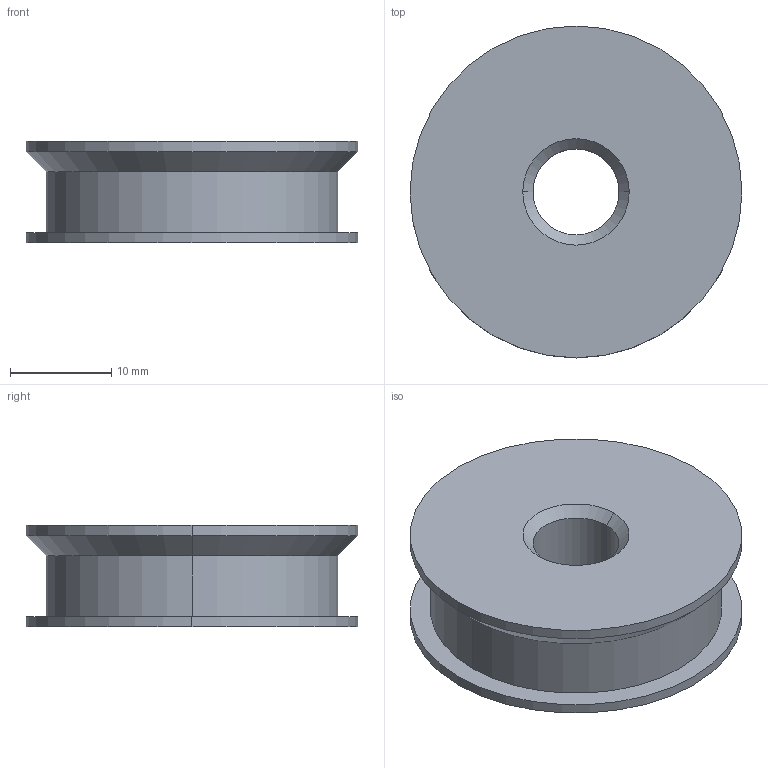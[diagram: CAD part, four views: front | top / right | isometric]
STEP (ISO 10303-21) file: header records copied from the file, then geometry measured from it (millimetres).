
FILE_DESCRIPTION (( 'STEP AP203' ), '1' );
FILE_NAME ('GT2_Pulley (printed pulley).STEP', '2019-01-01T17:52:10', ( '' ), ( '' ), 'SwSTEP 2.0', 'SolidWorks 2018', '' );
FILE_SCHEMA (( 'CONFIG_CONTROL_DESIGN' ));
Length unit declared in the file: millimetre
Products named in the file (1): GT2_Pulley (printed pulley)
Bounding box: 32.75 x 32.75 x 10 mm (x, y, z)
Volume: 3216.1 mm3; surface area: 4806.3 mm2
Topology: 1 solids, 2 shells, 23 faces, 46 edges, 28 vertices
Faces by surface type: cylinder 12, cone 6, plane 5
Entity records: 687 total; most frequent: DIRECTION 122, CARTESIAN_POINT 98, ORIENTED_EDGE 92, AXIS2_PLACEMENT_3D 52, EDGE_CURVE 46, EDGE_LOOP 28, VERTEX_POINT 28, CIRCLE 28
